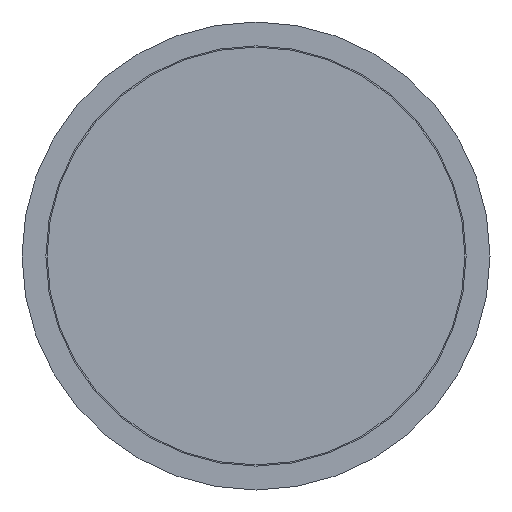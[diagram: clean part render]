
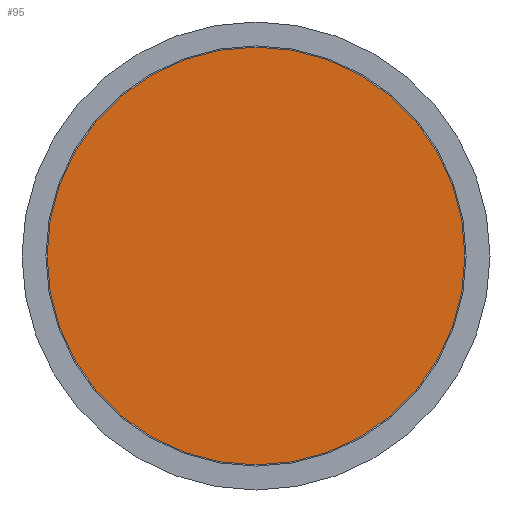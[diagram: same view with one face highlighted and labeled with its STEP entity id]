
A CAD part, front view. The second image highlights one B-rep face of the part: STEP entity #95.
In plain terms, the highlighted planar face has unit normal (0, -1, 0).
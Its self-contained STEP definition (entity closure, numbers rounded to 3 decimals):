
#9 = DIRECTION ( 'NONE',  ( 0., 0., 1. ) ) ;
#91 = FACE_OUTER_BOUND ( 'NONE', #867, .T. ) ;
#95 = ADVANCED_FACE ( 'NONE', ( #91 ), #927, .F. ) ;
#100 = ORIENTED_EDGE ( 'NONE', *, *, #571, .T. ) ;
#322 = CARTESIAN_POINT ( 'NONE',  ( 0., 0., 0. ) ) ;
#325 = AXIS2_PLACEMENT_3D ( 'NONE', #405, #703, #9 ) ;
#405 = CARTESIAN_POINT ( 'NONE',  ( -43.75, 0., 0. ) ) ;
#565 = AXIS2_PLACEMENT_3D ( 'NONE', #322, #836, #777 ) ;
#571 = EDGE_CURVE ( 'NONE', #677, #677, #876, .T. ) ;
#677 = VERTEX_POINT ( 'NONE', #978 ) ;
#703 = DIRECTION ( 'NONE',  ( 0., 1., 0. ) ) ;
#777 = DIRECTION ( 'NONE',  ( 0., 0., -1. ) ) ;
#836 = DIRECTION ( 'NONE',  ( 0., -1., 0. ) ) ;
#867 = EDGE_LOOP ( 'NONE', ( #100 ) ) ;
#876 = CIRCLE ( 'NONE', #565, 43.75 ) ;
#927 = PLANE ( 'NONE',  #325 ) ;
#978 = CARTESIAN_POINT ( 'NONE',  ( 0., 0., -43.75 ) ) ;
